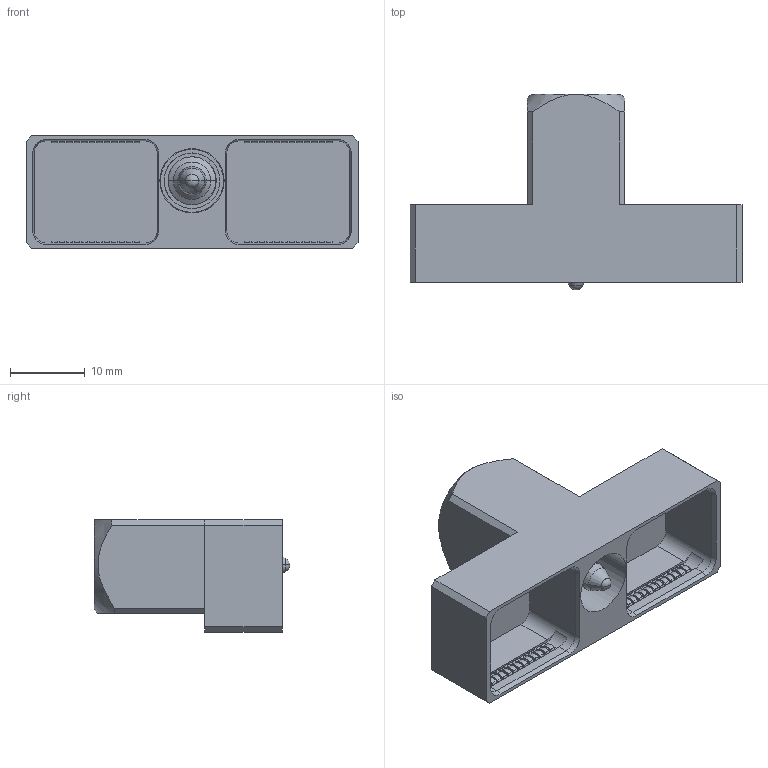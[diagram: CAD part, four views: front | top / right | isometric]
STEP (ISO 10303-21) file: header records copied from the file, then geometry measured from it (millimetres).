
FILE_DESCRIPTION((''),'2;1');
FILE_NAME('SIM2D32N100','2019-09-26T',('presta_be4'),(''),'PRO/ENGINEER BY PARAMETRIC TECHNOLOGY CORPORATION, 2014310','PRO/ENGINEER BY PARAMETRIC TECHNOLOGY CORPORATION, 2014310','');
FILE_SCHEMA(('CONFIG_CONTROL_DESIGN'));
Length unit declared in the file: millimetre
Products named in the file (1): SIM2D32N100
Bounding box: 44.45 x 26.2 x 15.04 mm (x, y, z)
Volume: 4209.3 mm3; surface area: 6150.4 mm2
Topology: 1 solids, 1 shells, 1515 faces, 4315 edges, 2607 vertices
Faces by surface type: plane 508, cylinder 409, cone 210, sphere 194, torus 192, bspline 2
Entity records: 47684 total; most frequent: DIRECTION 8761, CARTESIAN_POINT 8614, ORIENTED_EDGE 7858, EDGE_CURVE 3929, AXIS2_PLACEMENT_3D 3337, VERTEX_POINT 2607, VECTOR 2087, LINE 2087
